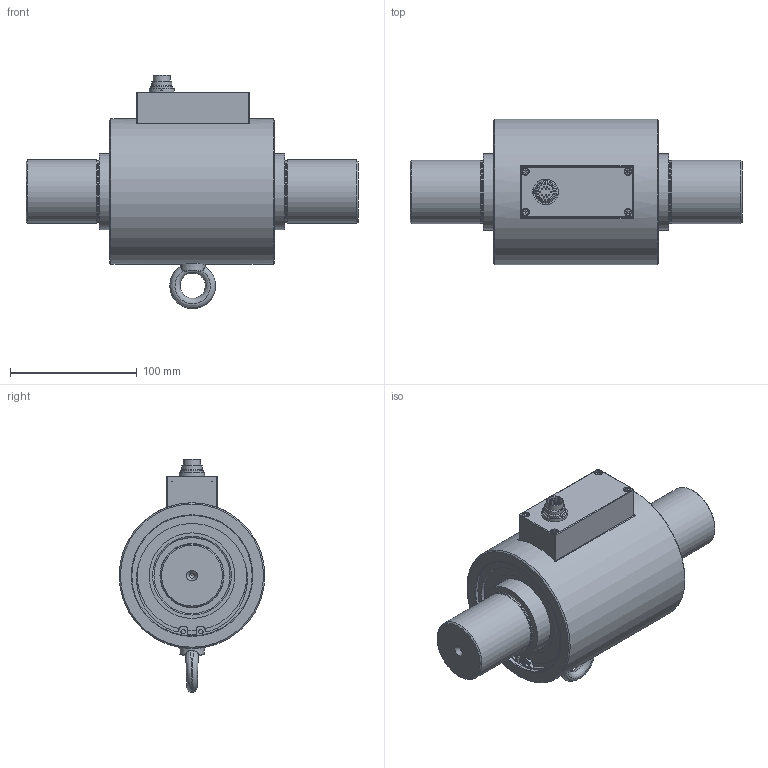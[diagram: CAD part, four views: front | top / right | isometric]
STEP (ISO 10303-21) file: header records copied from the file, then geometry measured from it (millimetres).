
FILE_DESCRIPTION( ( 'Unknown' ), '1' );
FILE_NAME( 'Dr2112-1000Nm.stp', 'Unknown', ( 'Unknown' ), ( 'Unknown' ), 'PSStep 17.0.49', 'Unknown', ' ' );
FILE_SCHEMA( ( 'AUTOMOTIVE_DESIGN { 1 0 10303 214 1 1 1 1 }' ) );
Length unit declared in the file: millimetre
Products named in the file (27): 2301-b01_doc-00047820; 2301-001_doc-00047785; DIN 625-T1-6012-2RS_60x95x18; Sicherungsring DIN 472-95x3-T1; 2247-b04_doc-00047666; 2247-001_doc-00047567; Ringschraube M8 DIN 580-oa0; 2247-b05_doc-00045639; 2247-003_doc-00016120; Zylinderschraube DIN 912-M3x25; Assem1; flanschstecker 12-polig serie 723; mutter_09-0323-89-06_DOC-00067592
Assembly tree (29 placements, depth 3):
  Assem1
    flanschstecker 12-polig serie 723
    mutter_09-0323-89-06_DOC-00067592
    2301-b01_doc-00047820
      2301-001_doc-00047785
      DIN 625-T1-6012-2RS_60x95x18
      DIN 625-T1-6012-2RS_60x95x18
      DIN 625-T1-6012-2RS_60x95x18
      DIN 625-T1-6012-2RS_60x95x18
      DIN 625-T1-6012-2RS_60x95x18
      DIN 625-T1-6012-2RS_60x95x18
      DIN 625-T1-6012-2RS_60x95x18
      Sicherungsring DIN 472-95x3-T1
    2247-b04_doc-00047666
      2247-001_doc-00047567
      Sicherungsring DIN 472-95x3-T1
      Ringschraube M8 DIN 580-oa0
      DIN 625-T1-6012-2RS_60x95x18
      DIN 625-T1-6012-2RS_60x95x18
      DIN 625-T1-6012-2RS_60x95x18
      DIN 625-T1-6012-2RS_60x95x18
      DIN 625-T1-6012-2RS_60x95x18
      DIN 625-T1-6012-2RS_60x95x18
      DIN 625-T1-6012-2RS_60x95x18
    2247-b05_doc-00045639
      2247-003_doc-00016120
      Zylinderschraube DIN 912-M3x25  x4
Bounding box: 262 x 115 x 183.98 mm (x, y, z)
Volume: 1188314.9 mm3; surface area: 298990 mm2
Topology: 26 solids, 28 shells, 415 faces, 838 edges, 546 vertices
Faces by surface type: plane 192, cylinder 146, cone 48, torus 25, bspline 4
Full cylindrical faces by diameter (mm): 1 x24, 2.387 x4, 2.459 x4, 3 x8, 3.4 x4, 3.5 x4, 4 x3, 4.917 x1, 5.5 x4, 6 x5, 12 x1, 13.5 x1, 15 x1, 15.875 x1, 17.188 x1, 17.462 x1, 17.8 x1, 20 x3, 21 x1, 22 x1, 49.4 x2, 50 x2, 60 x3, 67.5 x4, 67.52 x4, 74.25 x4, 82.175 x4, 86.36 x4, 86.38 x4, 86.48 x4
Entity records: 13753 total; most frequent: CARTESIAN_POINT 3533, DIRECTION 1582, ORIENTED_EDGE 1008, AXIS2_PLACEMENT_3D 722, EDGE_LOOP 640, EDGE_CURVE 504, FACE_OUTER_BOUND 482, VERTEX_POINT 432
